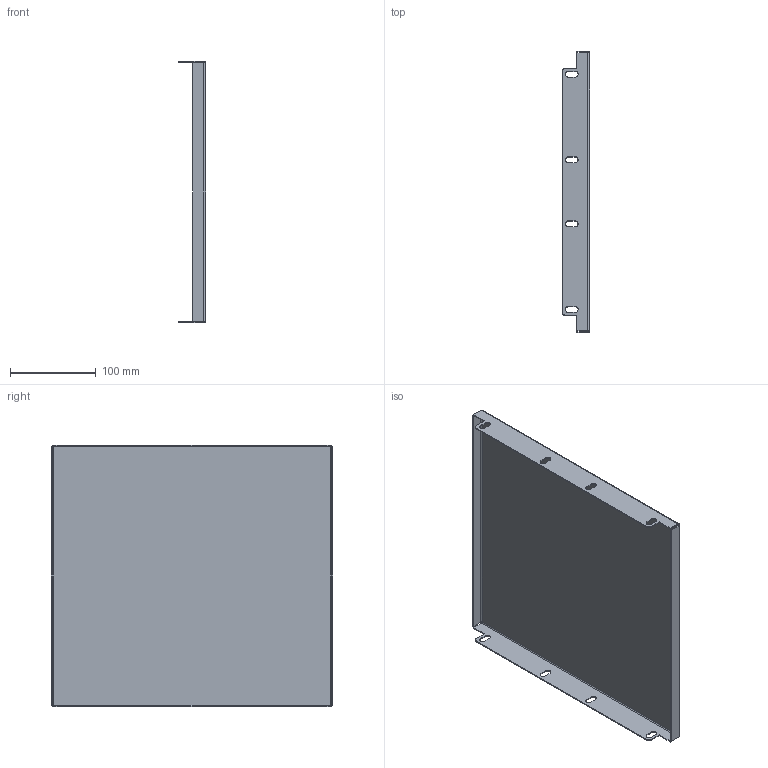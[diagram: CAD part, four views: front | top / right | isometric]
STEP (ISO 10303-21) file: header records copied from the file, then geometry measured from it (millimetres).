
FILE_DESCRIPTION (( 'STEP AP214' ), '1' );
FILE_NAME ('YKM40D-FO-VSS-040-040 FORMAT Ïàíåëü áîêîâàÿ ðàçäåëèòåëüíàÿ 400õ400ìì (2øò_êîìïë) IEK.STEP', '2022-05-31T06:42:41', ( '' ), ( '' ), 'SwSTEP 2.0', 'SolidWorks 2017', '' );
FILE_SCHEMA (( 'AUTOMOTIVE_DESIGN' ));
Length unit declared in the file: millimetre
Products named in the file (1): YKM40D-FO-VSS-040-040 FORMAT Ïàíåëü áîêîâàÿ ðàçäåëèòåëüíàÿ 400õ400ìì (2øò_êîìïë) IEK
Bounding box: 32 x 329 x 306 mm (x, y, z)
Volume: 151400.6 mm3; surface area: 254425 mm2
Topology: 1 solids, 1 shells, 90 faces, 232 edges, 144 vertices
Faces by surface type: plane 46, cylinder 36, bspline 8
Entity records: 3130 total; most frequent: CARTESIAN_POINT 891, ORIENTED_EDGE 464, DIRECTION 438, EDGE_CURVE 232, LINE 160, VECTOR 160, VERTEX_POINT 144, AXIS2_PLACEMENT_3D 139
